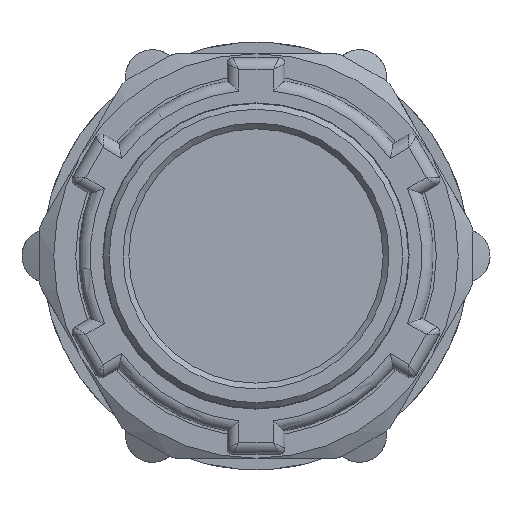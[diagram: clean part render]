
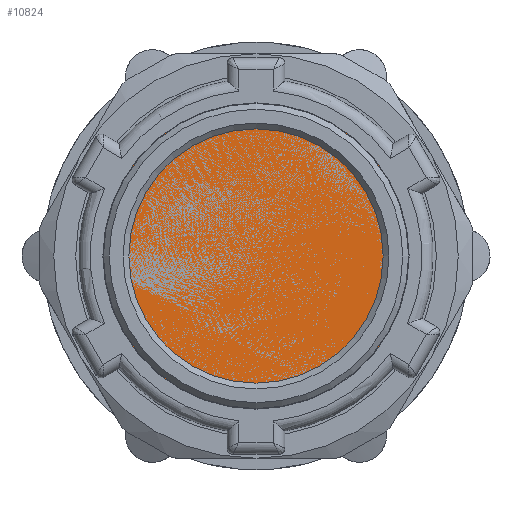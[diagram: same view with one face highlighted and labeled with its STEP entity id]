
A CAD part, front view. The second image highlights one B-rep face of the part: STEP entity #10824.
In plain terms, the highlighted planar face has unit normal (0, 1, 0).
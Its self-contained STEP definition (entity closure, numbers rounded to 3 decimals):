
#3437=FACE_OUTER_BOUND('',#4136,.T.);
#4136=EDGE_LOOP('',(#9966));
#4695=CIRCLE('',#11962,13.25);
#5578=VERTEX_POINT('',#21865);
#7042=EDGE_CURVE('',#5578,#5578,#4695,.T.);
#9966=ORIENTED_EDGE('',*,*,#7042,.T.);
#10181=PLANE('',#11961);
#10824=ADVANCED_FACE('',(#3437),#10181,.T.);
#11961=AXIS2_PLACEMENT_3D('',#21864,#14918,#14919);
#11962=AXIS2_PLACEMENT_3D('',#21866,#14920,#14921);
#14918=DIRECTION('center_axis',(0.,1.,0.));
#14919=DIRECTION('ref_axis',(0.,0.,1.));
#14920=DIRECTION('center_axis',(0.,1.,0.));
#14921=DIRECTION('ref_axis',(-1.,0.,0.));
#21864=CARTESIAN_POINT('Origin',(-3.305,-8.026,0.));
#21865=CARTESIAN_POINT('',(-3.305,-8.026,-13.25));
#21866=CARTESIAN_POINT('Origin',(-3.305,-8.026,0.));
